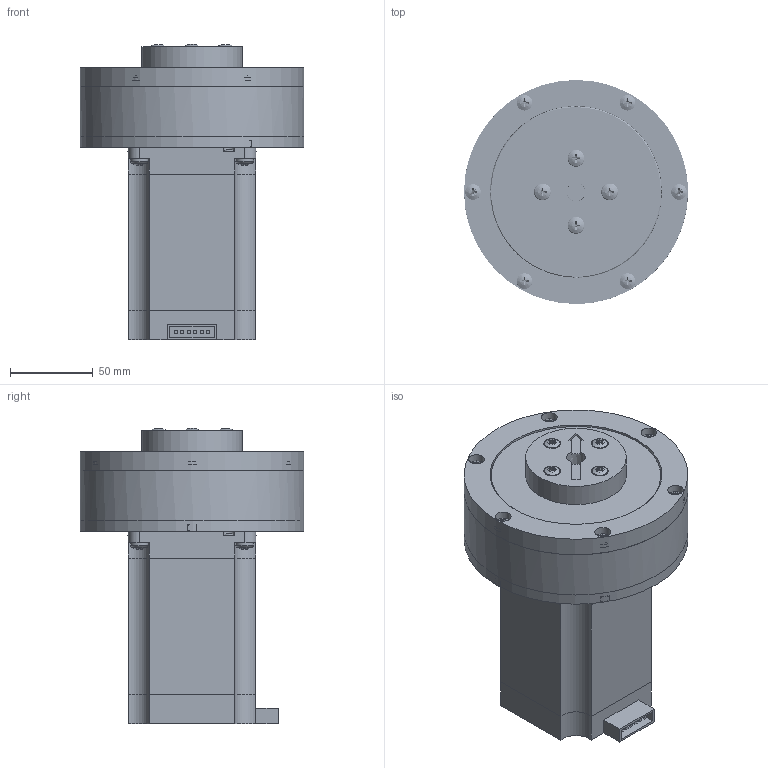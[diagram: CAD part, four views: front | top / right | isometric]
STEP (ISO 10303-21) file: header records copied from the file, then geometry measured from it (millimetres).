
FILE_DESCRIPTION(('FreeCAD Model'),'2;1');
FILE_NAME('Open CASCADE Shape Model','2025-04-25T19:29:34',('FreeCAD'),( 'FreeCAD'),'Open CASCADE STEP processor 7.6','FreeCAD','Unknown');
FILE_SCHEMA(('AUTOMOTIVE_DESIGN { 1 0 10303 214 1 1 1 1 }'));
Products named in the file (1): Open CASCADE STEP translator 7.6 1
Bounding box: 135.68 x 135.67 x 179.18 mm (x, y, z)
Volume: 1214729.7 mm3; surface area: 314081.2 mm2
Topology: 143 solids, 143 shells, 2957 faces, 7983 edges, 5231 vertices
Faces by surface type: bspline 2957
Entity records: 165179 total; most frequent: CARTESIAN_POINT 120046, ORIENTED_EDGE 15518, EDGE_CURVE 7759, VERTEX_POINT 5167, B_SPLINE_CURVE_WITH_KNOTS 5129, FACE_BOUND 3230, EDGE_LOOP 3166, ADVANCED_FACE 2957
